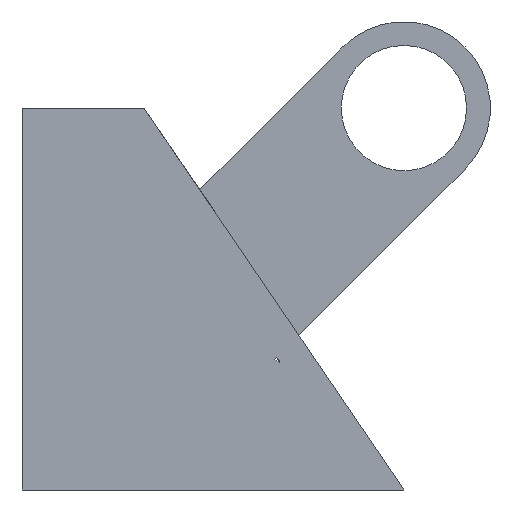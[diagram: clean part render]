
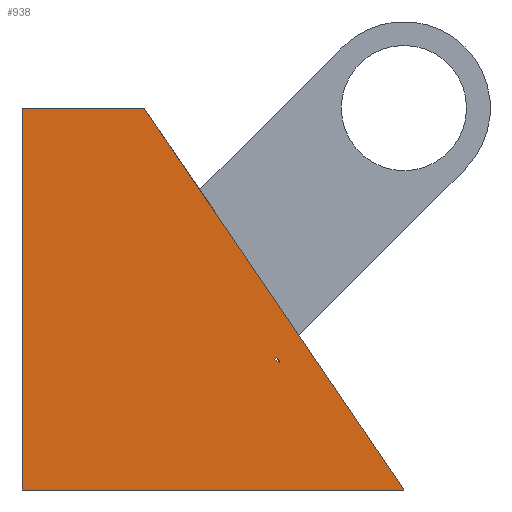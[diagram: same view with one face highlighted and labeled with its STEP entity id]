
A CAD part, front view. The second image highlights one B-rep face of the part: STEP entity #938.
In plain terms, the highlighted planar face has unit normal (0, -1, 0).
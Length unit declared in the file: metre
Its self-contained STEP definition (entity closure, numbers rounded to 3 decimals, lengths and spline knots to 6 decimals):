
#58=LINE('',#1356,#168);
#83=LINE('',#1414,#193);
#99=LINE('',#1444,#209);
#104=LINE('',#1453,#214);
#130=LINE('',#1527,#240);
#133=LINE('',#1532,#243);
#168=VECTOR('',#1081,1.);
#193=VECTOR('',#1130,1.);
#209=VECTOR('',#1148,1.);
#214=VECTOR('',#1157,1.);
#240=VECTOR('',#1253,1.);
#243=VECTOR('',#1258,1.);
#495=ORIENTED_EDGE('',*,*,#584,.F.);
#496=ORIENTED_EDGE('',*,*,#600,.F.);
#497=ORIENTED_EDGE('',*,*,#643,.F.);
#498=ORIENTED_EDGE('',*,*,#605,.F.);
#499=ORIENTED_EDGE('',*,*,#640,.F.);
#500=ORIENTED_EDGE('',*,*,#553,.T.);
#501=ORIENTED_EDGE('',*,*,#645,.F.);
#553=EDGE_CURVE('',#686,#685,#58,.T.);
#584=EDGE_CURVE('',#706,#707,#83,.T.);
#600=EDGE_CURVE('',#719,#706,#99,.T.);
#605=EDGE_CURVE('',#707,#722,#104,.T.);
#640=EDGE_CURVE('',#686,#735,#130,.T.);
#643=EDGE_CURVE('',#722,#719,#133,.T.);
#645=EDGE_CURVE('',#735,#685,#759,.T.);
#685=VERTEX_POINT('',#1355);
#686=VERTEX_POINT('',#1357);
#706=VERTEX_POINT('',#1413);
#707=VERTEX_POINT('',#1415);
#719=VERTEX_POINT('',#1443);
#722=VERTEX_POINT('',#1454);
#735=VERTEX_POINT('',#1528);
#759=CIRCLE('',#1018,0.0185);
#809=EDGE_LOOP('',(#495,#496,#497,#498));
#810=EDGE_LOOP('',(#499,#500,#501));
#861=FACE_BOUND('',#809,.T.);
#862=FACE_BOUND('',#810,.T.);
#894=PLANE('',#1019);
#938=ADVANCED_FACE('',(#861,#862),#894,.T.);
#1018=AXIS2_PLACEMENT_3D('',#1535,#1263,#1264);
#1019=AXIS2_PLACEMENT_3D('',#1536,#1265,#1266);
#1081=DIRECTION('',(0.562,0.,-0.827));
#1130=DIRECTION('',(0.562,0.,-0.827));
#1148=DIRECTION('',(1.,0.,0.));
#1157=DIRECTION('',(-1.,0.,0.));
#1253=DIRECTION('',(-0.707,0.,-0.707));
#1258=DIRECTION('',(0.,0.,1.));
#1263=DIRECTION('',(0.,-1.,0.));
#1264=DIRECTION('',(0.,0.,-1.));
#1265=DIRECTION('',(0.,-1.,0.));
#1266=DIRECTION('',(1.,0.,0.));
#1355=CARTESIAN_POINT('',(0.016887,-0.041,0.008374));
#1356=CARTESIAN_POINT('',(0.016783,-0.041,0.008527));
#1357=CARTESIAN_POINT('',(0.016679,-0.041,0.008679));
#1413=CARTESIAN_POINT('',(0.008,-0.041,0.025));
#1414=CARTESIAN_POINT('',(0.009821,-0.041,0.022321));
#1415=CARTESIAN_POINT('',(0.025,-0.041,0.));
#1443=CARTESIAN_POINT('',(0.,-0.041,0.025));
#1444=CARTESIAN_POINT('',(0.00725,-0.041,0.025));
#1453=CARTESIAN_POINT('',(0.0245,-0.041,0.));
#1454=CARTESIAN_POINT('',(0.,-0.041,0.));
#1527=CARTESIAN_POINT('',(0.016612,-0.041,0.008612));
#1528=CARTESIAN_POINT('',(0.016545,-0.041,0.008545));
#1532=CARTESIAN_POINT('',(0.,-0.041,0.001));
#1535=CARTESIAN_POINT('',(0.025,-0.041,0.025));
#1536=CARTESIAN_POINT('',(0.02175,-0.041,0.02175));
